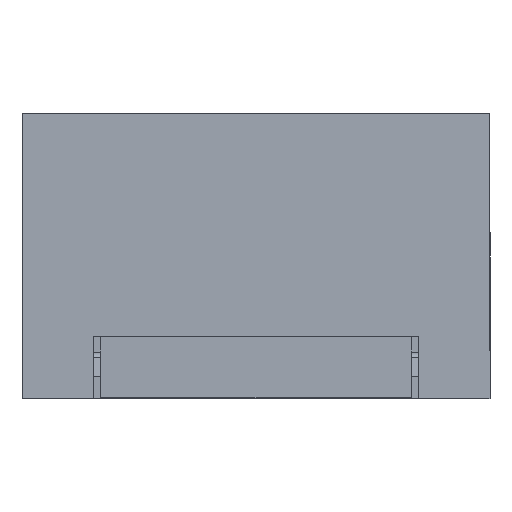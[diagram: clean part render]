
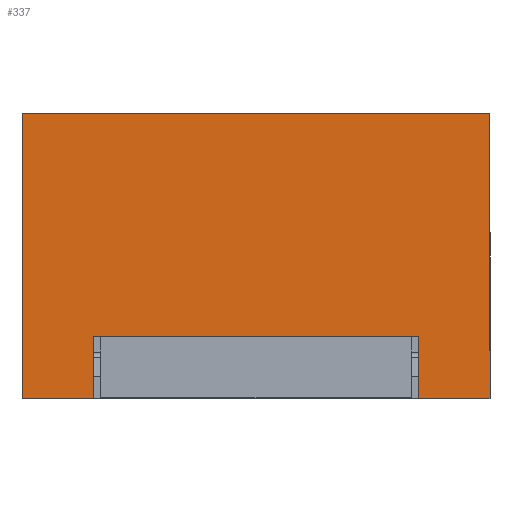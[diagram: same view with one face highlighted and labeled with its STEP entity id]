
A CAD part, front view. The second image highlights one B-rep face of the part: STEP entity #337.
In plain terms, the highlighted face is planar.
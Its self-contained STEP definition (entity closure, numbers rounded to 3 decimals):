
#337 = ADVANCED_FACE( '', ( #774 ), #775, .F. );
#774 = FACE_OUTER_BOUND( '', #1309, .T. );
#775 = PLANE( '', #1310 );
#1309 = EDGE_LOOP( '', ( #3310, #3311, #3312, #3313, #3314, #3315, #3316, #3317 ) );
#1310 = AXIS2_PLACEMENT_3D( '', #3318, #3319, #3320 );
#3310 = ORIENTED_EDGE( '', *, *, #4000, .F. );
#3311 = ORIENTED_EDGE( '', *, *, #4035, .T. );
#3312 = ORIENTED_EDGE( '', *, *, #3934, .T. );
#3313 = ORIENTED_EDGE( '', *, *, #4036, .F. );
#3314 = ORIENTED_EDGE( '', *, *, #4037, .F. );
#3315 = ORIENTED_EDGE( '', *, *, #3976, .T. );
#3316 = ORIENTED_EDGE( '', *, *, #3963, .T. );
#3317 = ORIENTED_EDGE( '', *, *, #3988, .F. );
#3318 = CARTESIAN_POINT( '', ( -18.825, -15.5, -61. ) );
#3319 = DIRECTION( '', ( 0., 0., 1. ) );
#3320 = DIRECTION( '', ( 1., 0., 0. ) );
#3934 = EDGE_CURVE( '', #4180, #4181, #4182, .T. );
#3963 = EDGE_CURVE( '', #4232, #4230, #4233, .T. );
#3976 = EDGE_CURVE( '', #4255, #4232, #4256, .T. );
#3988 = EDGE_CURVE( '', #4276, #4230, #4278, .T. );
#4000 = EDGE_CURVE( '', #4294, #4276, #4296, .T. );
#4035 = EDGE_CURVE( '', #4294, #4180, #4351, .T. );
#4036 = EDGE_CURVE( '', #4352, #4181, #4353, .T. );
#4037 = EDGE_CURVE( '', #4255, #4352, #4354, .T. );
#4180 = VERTEX_POINT( '', #4530 );
#4181 = VERTEX_POINT( '', #4531 );
#4182 = LINE( '', #4532, #4533 );
#4230 = VERTEX_POINT( '', #4601 );
#4232 = VERTEX_POINT( '', #4604 );
#4233 = LINE( '', #4605, #4606 );
#4255 = VERTEX_POINT( '', #4638 );
#4256 = LINE( '', #4639, #4640 );
#4276 = VERTEX_POINT( '', #4669 );
#4278 = LINE( '', #4672, #4673 );
#4294 = VERTEX_POINT( '', #4695 );
#4296 = LINE( '', #4698, #4699 );
#4351 = LINE( '', #4782, #4783 );
#4352 = VERTEX_POINT( '', #4784 );
#4353 = LINE( '', #4785, #4786 );
#4354 = LINE( '', #4787, #4788 );
#4530 = CARTESIAN_POINT( '', ( 13.1, 7.5, -61. ) );
#4531 = CARTESIAN_POINT( '', ( 18.825, 7.5, -61. ) );
#4532 = CARTESIAN_POINT( '', ( -18.825, 7.5, -61. ) );
#4533 = VECTOR( '', #5007, 1000. );
#4601 = CARTESIAN_POINT( '', ( -13.1, 7.5, -61. ) );
#4604 = CARTESIAN_POINT( '', ( -18.825, 7.5, -61. ) );
#4605 = CARTESIAN_POINT( '', ( -18.825, 7.5, -61. ) );
#4606 = VECTOR( '', #5029, 1000. );
#4638 = CARTESIAN_POINT( '', ( -18.825, -15.5, -61. ) );
#4639 = CARTESIAN_POINT( '', ( -18.825, -15.5, -61. ) );
#4640 = VECTOR( '', #5043, 1000. );
#4669 = CARTESIAN_POINT( '', ( -13.1, 2.5, -61. ) );
#4672 = CARTESIAN_POINT( '', ( -13.1, 2.5, -61. ) );
#4673 = VECTOR( '', #5054, 1000. );
#4695 = CARTESIAN_POINT( '', ( 13.1, 2.5, -61. ) );
#4698 = CARTESIAN_POINT( '', ( 13.1, 2.5, -61. ) );
#4699 = VECTOR( '', #5065, 1000. );
#4782 = CARTESIAN_POINT( '', ( 13.1, 2.5, -61. ) );
#4783 = VECTOR( '', #5094, 1000. );
#4784 = CARTESIAN_POINT( '', ( 18.825, -15.5, -61. ) );
#4785 = CARTESIAN_POINT( '', ( 18.825, -15.5, -61. ) );
#4786 = VECTOR( '', #5095, 1000. );
#4787 = CARTESIAN_POINT( '', ( -18.825, -15.5, -61. ) );
#4788 = VECTOR( '', #5096, 1000. );
#5007 = DIRECTION( '', ( 1., 0., 0. ) );
#5029 = DIRECTION( '', ( 1., 0., 0. ) );
#5043 = DIRECTION( '', ( 0., 1., 0. ) );
#5054 = DIRECTION( '', ( 0., 1., 0. ) );
#5065 = DIRECTION( '', ( -1., 0., 0. ) );
#5094 = DIRECTION( '', ( 0., 1., 0. ) );
#5095 = DIRECTION( '', ( 0., 1., 0. ) );
#5096 = DIRECTION( '', ( 1., 0., 0. ) );
